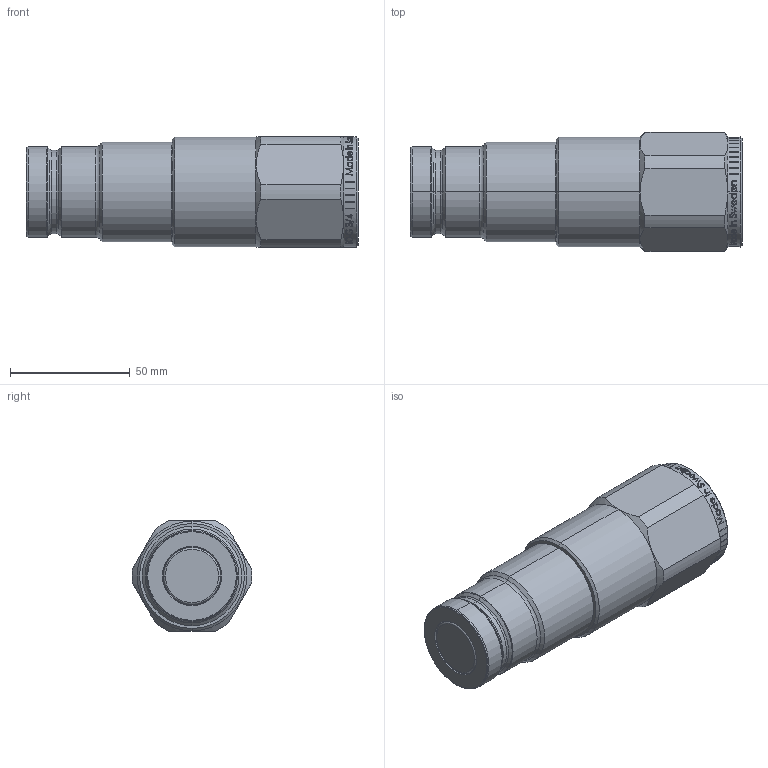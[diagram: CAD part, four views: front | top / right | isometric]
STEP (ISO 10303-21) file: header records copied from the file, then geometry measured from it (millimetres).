
FILE_DESCRIPTION (( 'STEP AP214' ), '1' );
FILE_NAME ('FF7521 C.STEP', '2010-06-22T06:55:36', ( 'Installatör' ), ( 'Tena Ingenjörsfirman AB' ), 'SwSTEP 2.0', 'SolidWorks 2008', '' );
FILE_SCHEMA (( 'AUTOMOTIVE_DESIGN' ));
Length unit declared in the file: millimetre
Products named in the file (1): FF7521 C
Bounding box: 138.7 x 49.96 x 46 mm (x, y, z)
Volume: 198614 mm3; surface area: 24183.4 mm2
Topology: 1 solids, 1 shells, 571 faces, 1457 edges, 954 vertices
Faces by surface type: plane 239, bspline 198, cylinder 84, cone 34, torus 16
Entity records: 37815 total; most frequent: CARTESIAN_POINT 25098, ORIENTED_EDGE 2914, DIRECTION 2115, EDGE_CURVE 1457, VERTEX_POINT 954, AXIS2_PLACEMENT_3D 738, VECTOR 639, LINE 639
